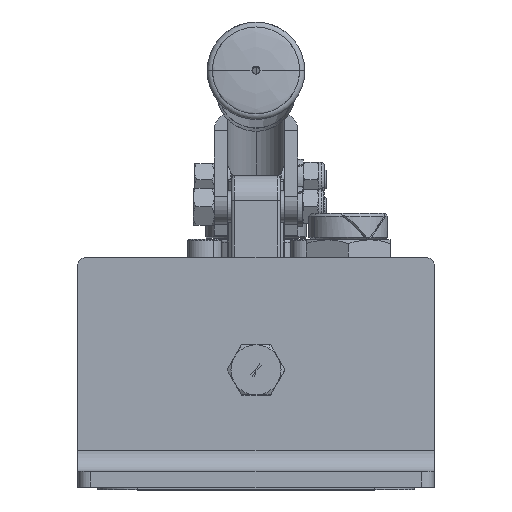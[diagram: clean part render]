
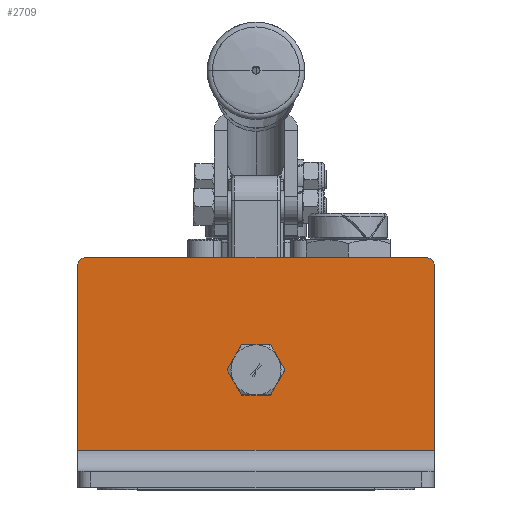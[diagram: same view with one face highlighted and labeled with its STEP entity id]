
A CAD part, top view. The second image highlights one B-rep face of the part: STEP entity #2709.
In plain terms, the highlighted planar face has unit normal (0, 0, 1).
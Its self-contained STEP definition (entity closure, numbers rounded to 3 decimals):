
#251 = VERTEX_POINT ( 'NONE', #7645 ) ;
#596 = ORIENTED_EDGE ( 'NONE', *, *, #10176, .T. ) ;
#944 = EDGE_LOOP ( 'NONE', ( #46038, #596, #3850, #8038, #49592, #44324 ) ) ;
#1293 = CARTESIAN_POINT ( 'NONE',  ( 64.5, 39.5, 472. ) ) ;
#1684 = LINE ( 'NONE', #49491, #33942 ) ;
#2137 = DIRECTION ( 'NONE',  ( 0., 0., 1. ) ) ;
#2709 = ADVANCED_FACE ( 'NONE', ( #17484, #40220 ), #4574, .T. ) ;
#3850 = ORIENTED_EDGE ( 'NONE', *, *, #36340, .F. ) ;
#4574 = PLANE ( 'NONE',  #16987 ) ;
#4742 = CARTESIAN_POINT ( 'NONE',  ( -67.5, -30.5, 472. ) ) ;
#4778 = DIRECTION ( 'NONE',  ( 0., 1., 0. ) ) ;
#5071 = CARTESIAN_POINT ( 'NONE',  ( 67.5, 39.5, 472. ) ) ;
#5617 = EDGE_CURVE ( 'NONE', #28353, #38098, #28305, .T. ) ;
#6394 = CARTESIAN_POINT ( 'NONE',  ( 64.5, 42.5, 472. ) ) ;
#7224 = ORIENTED_EDGE ( 'NONE', *, *, #16175, .F. ) ;
#7645 = CARTESIAN_POINT ( 'NONE',  ( 0., -9.1, 472. ) ) ;
#7894 = CARTESIAN_POINT ( 'NONE',  ( 67.5, -30.5, 472. ) ) ;
#8038 = ORIENTED_EDGE ( 'NONE', *, *, #26969, .T. ) ;
#8044 = AXIS2_PLACEMENT_3D ( 'NONE', #9971, #2137, #50829 ) ;
#9971 = CARTESIAN_POINT ( 'NONE',  ( 0., 0., 472. ) ) ;
#10176 = EDGE_CURVE ( 'NONE', #14363, #35239, #51836, .T. ) ;
#11354 = DIRECTION ( 'NONE',  ( 0., 0., 1. ) ) ;
#11764 = LINE ( 'NONE', #42949, #49712 ) ;
#12851 = ORIENTED_EDGE ( 'NONE', *, *, #45528, .F. ) ;
#13513 = DIRECTION ( 'NONE',  ( 0., 0., 1. ) ) ;
#14363 = VERTEX_POINT ( 'NONE', #45152 ) ;
#16126 = DIRECTION ( 'NONE',  ( 0., -1., 0. ) ) ;
#16175 = EDGE_CURVE ( 'NONE', #251, #36823, #38198, .T. ) ;
#16987 = AXIS2_PLACEMENT_3D ( 'NONE', #4742, #28319, #40993 ) ;
#17484 = FACE_BOUND ( 'NONE', #37042, .T. ) ;
#18682 = AXIS2_PLACEMENT_3D ( 'NONE', #28116, #11354, #16126 ) ;
#21228 = CARTESIAN_POINT ( 'NONE',  ( 67.5, -30.5, 472. ) ) ;
#21989 = DIRECTION ( 'NONE',  ( 0., 0., 1. ) ) ;
#22260 = VECTOR ( 'NONE', #39971, 1000. ) ;
#22743 = VERTEX_POINT ( 'NONE', #39301 ) ;
#24285 = CARTESIAN_POINT ( 'NONE',  ( -67.5, 42.5, 472. ) ) ;
#25437 = DIRECTION ( 'NONE',  ( 0., 1., 0. ) ) ;
#26969 = EDGE_CURVE ( 'NONE', #22743, #41086, #11764, .T. ) ;
#27675 = LINE ( 'NONE', #21228, #43450 ) ;
#28037 = CARTESIAN_POINT ( 'NONE',  ( -67.5, 39.5, 472. ) ) ;
#28116 = CARTESIAN_POINT ( 'NONE',  ( 0., 0., 472. ) ) ;
#28305 = CIRCLE ( 'NONE', #31834, 3. ) ;
#28319 = DIRECTION ( 'NONE',  ( 0., 0., 1. ) ) ;
#28353 = VERTEX_POINT ( 'NONE', #5071 ) ;
#31834 = AXIS2_PLACEMENT_3D ( 'NONE', #1293, #13513, #41743 ) ;
#32986 = LINE ( 'NONE', #24285, #22260 ) ;
#33942 = VECTOR ( 'NONE', #25437, 1000. ) ;
#35140 = DIRECTION ( 'NONE',  ( 1., 0., 0. ) ) ;
#35239 = VERTEX_POINT ( 'NONE', #28037 ) ;
#36340 = EDGE_CURVE ( 'NONE', #22743, #35239, #1684, .T. ) ;
#36823 = VERTEX_POINT ( 'NONE', #44450 ) ;
#37042 = EDGE_LOOP ( 'NONE', ( #7224, #12851 ) ) ;
#38098 = VERTEX_POINT ( 'NONE', #6394 ) ;
#38198 = CIRCLE ( 'NONE', #8044, 9.1 ) ;
#39301 = CARTESIAN_POINT ( 'NONE',  ( -67.5, -30.5, 472. ) ) ;
#39971 = DIRECTION ( 'NONE',  ( 1., 0., 0. ) ) ;
#40220 = FACE_OUTER_BOUND ( 'NONE', #944, .T. ) ;
#40672 = DIRECTION ( 'NONE',  ( 0., -1., 0. ) ) ;
#40993 = DIRECTION ( 'NONE',  ( 0., -1., 0. ) ) ;
#41086 = VERTEX_POINT ( 'NONE', #7894 ) ;
#41743 = DIRECTION ( 'NONE',  ( 0., -1., 0. ) ) ;
#42069 = CARTESIAN_POINT ( 'NONE',  ( -64.5, 39.5, 472. ) ) ;
#42949 = CARTESIAN_POINT ( 'NONE',  ( -67.5, -30.5, 472. ) ) ;
#43450 = VECTOR ( 'NONE', #4778, 1000. ) ;
#44138 = AXIS2_PLACEMENT_3D ( 'NONE', #42069, #21989, #40672 ) ;
#44324 = ORIENTED_EDGE ( 'NONE', *, *, #5617, .T. ) ;
#44450 = CARTESIAN_POINT ( 'NONE',  ( 0., 9.1, 472. ) ) ;
#44972 = CIRCLE ( 'NONE', #18682, 9.1 ) ;
#45152 = CARTESIAN_POINT ( 'NONE',  ( -64.5, 42.5, 472. ) ) ;
#45481 = EDGE_CURVE ( 'NONE', #14363, #38098, #32986, .T. ) ;
#45528 = EDGE_CURVE ( 'NONE', #36823, #251, #44972, .T. ) ;
#46038 = ORIENTED_EDGE ( 'NONE', *, *, #45481, .F. ) ;
#49491 = CARTESIAN_POINT ( 'NONE',  ( -67.5, -30.5, 472. ) ) ;
#49592 = ORIENTED_EDGE ( 'NONE', *, *, #50401, .T. ) ;
#49712 = VECTOR ( 'NONE', #35140, 1000. ) ;
#50401 = EDGE_CURVE ( 'NONE', #41086, #28353, #27675, .T. ) ;
#50829 = DIRECTION ( 'NONE',  ( 0., -1., 0. ) ) ;
#51836 = CIRCLE ( 'NONE', #44138, 3. ) ;
